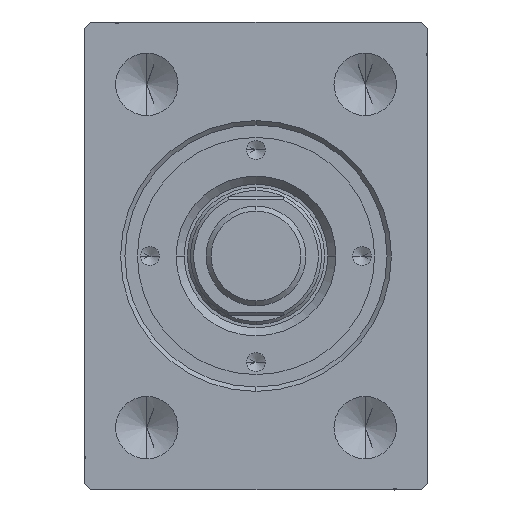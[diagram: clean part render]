
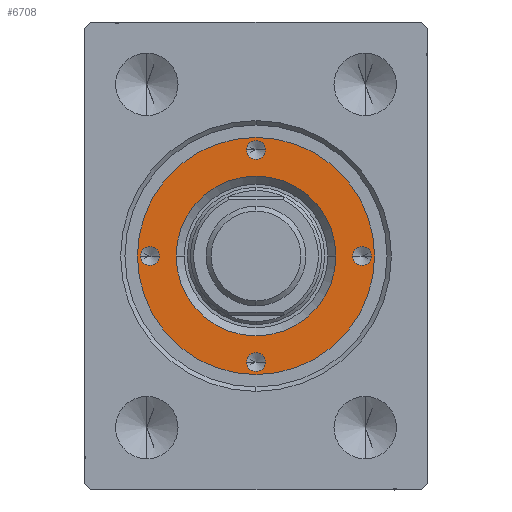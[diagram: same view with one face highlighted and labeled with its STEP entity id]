
A CAD part, left-side view. The second image highlights one B-rep face of the part: STEP entity #6708.
In plain terms, the highlighted face is planar.
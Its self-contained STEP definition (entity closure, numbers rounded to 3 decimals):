
#30 = FACE_BOUND ( 'NONE', #4094, .T. ) ;
#43 = ORIENTED_EDGE ( 'NONE', *, *, #19773, .F. ) ;
#713 = EDGE_LOOP ( 'NONE', ( #43648, #43 ) ) ;
#753 = CIRCLE ( 'NONE', #10795, 1.5 ) ;
#790 = CIRCLE ( 'NONE', #35933, 19. ) ;
#1466 = AXIS2_PLACEMENT_3D ( 'NONE', #42974, #5025, #18913 ) ;
#1606 = DIRECTION ( 'NONE',  ( 0., 0., 1. ) ) ;
#3048 = CARTESIAN_POINT ( 'NONE',  ( -18.5, 0., 10. ) ) ;
#3472 = CIRCLE ( 'NONE', #10634, 12.8 ) ;
#4094 = EDGE_LOOP ( 'NONE', ( #41979, #28361 ) ) ;
#4120 = CIRCLE ( 'NONE', #14154, 1.5 ) ;
#4435 = CARTESIAN_POINT ( 'NONE',  ( 0., -17., 10. ) ) ;
#4471 = EDGE_LOOP ( 'NONE', ( #30157, #41298 ) ) ;
#4545 = DIRECTION ( 'NONE',  ( 1., 0., 0. ) ) ;
#4724 = DIRECTION ( 'NONE',  ( 0., 0., 1. ) ) ;
#5025 = DIRECTION ( 'NONE',  ( 0., 0., -1. ) ) ;
#5566 = CIRCLE ( 'NONE', #34976, 1.5 ) ;
#6019 = DIRECTION ( 'NONE',  ( 1., 0., 0. ) ) ;
#6708 = ADVANCED_FACE ( 'NONE', ( #31019, #26980, #30, #24282, #30569, #33944 ), #13939, .T. ) ;
#6762 = CARTESIAN_POINT ( 'NONE',  ( 18.5, 0., 10. ) ) ;
#6766 = CARTESIAN_POINT ( 'NONE',  ( 0., 0., 10. ) ) ;
#6768 = DIRECTION ( 'NONE',  ( 0., 0., 1. ) ) ;
#6859 = CARTESIAN_POINT ( 'NONE',  ( 0., -17., 10. ) ) ;
#7738 = VERTEX_POINT ( 'NONE', #30314 ) ;
#7858 = VERTEX_POINT ( 'NONE', #41533 ) ;
#9127 = CIRCLE ( 'NONE', #27077, 1.5 ) ;
#10104 = ORIENTED_EDGE ( 'NONE', *, *, #41103, .F. ) ;
#10482 = CARTESIAN_POINT ( 'NONE',  ( 17., 0., 10. ) ) ;
#10634 = AXIS2_PLACEMENT_3D ( 'NONE', #38616, #11657, #38391 ) ;
#10795 = AXIS2_PLACEMENT_3D ( 'NONE', #10482, #34513, #34066 ) ;
#10805 = DIRECTION ( 'NONE',  ( 1., 0., 0. ) ) ;
#10948 = DIRECTION ( 'NONE',  ( 1., 0., 0. ) ) ;
#11657 = DIRECTION ( 'NONE',  ( 0., 0., -1. ) ) ;
#11929 = EDGE_CURVE ( 'NONE', #25960, #21723, #35555, .T. ) ;
#12867 = CIRCLE ( 'NONE', #37978, 1.5 ) ;
#13512 = VERTEX_POINT ( 'NONE', #32092 ) ;
#13939 = PLANE ( 'NONE',  #33274 ) ;
#14154 = AXIS2_PLACEMENT_3D ( 'NONE', #4435, #41731, #10948 ) ;
#15105 = CARTESIAN_POINT ( 'NONE',  ( 12.8, 0., 10. ) ) ;
#15270 = DIRECTION ( 'NONE',  ( 1., 0., 0. ) ) ;
#15385 = CARTESIAN_POINT ( 'NONE',  ( -17., 0., 10. ) ) ;
#16345 = DIRECTION ( 'NONE',  ( 0., 0., 1. ) ) ;
#16801 = EDGE_CURVE ( 'NONE', #7738, #32352, #5566, .T. ) ;
#17087 = DIRECTION ( 'NONE',  ( 0., 0., 1. ) ) ;
#18119 = EDGE_CURVE ( 'NONE', #41851, #33988, #31417, .T. ) ;
#18913 = DIRECTION ( 'NONE',  ( 1., 0., 0. ) ) ;
#19367 = DIRECTION ( 'NONE',  ( 0., 0., 1. ) ) ;
#19773 = EDGE_CURVE ( 'NONE', #21723, #25960, #20548, .T. ) ;
#19835 = AXIS2_PLACEMENT_3D ( 'NONE', #37356, #19367, #33311 ) ;
#19905 = AXIS2_PLACEMENT_3D ( 'NONE', #21598, #1606, #4545 ) ;
#20389 = EDGE_CURVE ( 'NONE', #32352, #7738, #9127, .T. ) ;
#20392 = CARTESIAN_POINT ( 'NONE',  ( 19., 0., 10. ) ) ;
#20404 = ORIENTED_EDGE ( 'NONE', *, *, #31300, .T. ) ;
#20449 = DIRECTION ( 'NONE',  ( 1., 0., 0. ) ) ;
#20540 = DIRECTION ( 'NONE',  ( 0., 0., 1. ) ) ;
#20548 = CIRCLE ( 'NONE', #19835, 1.5 ) ;
#20665 = EDGE_LOOP ( 'NONE', ( #32632, #34320 ) ) ;
#20731 = EDGE_CURVE ( 'NONE', #7858, #33027, #4120, .T. ) ;
#20806 = CIRCLE ( 'NONE', #1466, 12.8 ) ;
#21455 = DIRECTION ( 'NONE',  ( 0., 0., 1. ) ) ;
#21598 = CARTESIAN_POINT ( 'NONE',  ( 17., 0., 10. ) ) ;
#21723 = VERTEX_POINT ( 'NONE', #3048 ) ;
#22069 = VERTEX_POINT ( 'NONE', #15105 ) ;
#22446 = CARTESIAN_POINT ( 'NONE',  ( 0., 17., 10. ) ) ;
#23275 = CARTESIAN_POINT ( 'NONE',  ( 15.5, 0., 10. ) ) ;
#23839 = CARTESIAN_POINT ( 'NONE',  ( 0., 0., 10. ) ) ;
#23980 = DIRECTION ( 'NONE',  ( 0., 0., 1. ) ) ;
#24074 = ORIENTED_EDGE ( 'NONE', *, *, #20731, .F. ) ;
#24271 = EDGE_CURVE ( 'NONE', #32366, #41631, #37186, .T. ) ;
#24282 = FACE_BOUND ( 'NONE', #42046, .T. ) ;
#24610 = DIRECTION ( 'NONE',  ( 1., 0., 0. ) ) ;
#25960 = VERTEX_POINT ( 'NONE', #41063 ) ;
#26980 = FACE_BOUND ( 'NONE', #4471, .T. ) ;
#27077 = AXIS2_PLACEMENT_3D ( 'NONE', #33201, #16345, #43770 ) ;
#27519 = DIRECTION ( 'NONE',  ( 1., 0., 0. ) ) ;
#28361 = ORIENTED_EDGE ( 'NONE', *, *, #18119, .F. ) ;
#30157 = ORIENTED_EDGE ( 'NONE', *, *, #16801, .F. ) ;
#30314 = CARTESIAN_POINT ( 'NONE',  ( 1.5, 17., 10. ) ) ;
#30569 = FACE_BOUND ( 'NONE', #20665, .T. ) ;
#31019 = FACE_BOUND ( 'NONE', #713, .T. ) ;
#31300 = EDGE_CURVE ( 'NONE', #41631, #32366, #790, .T. ) ;
#31417 = CIRCLE ( 'NONE', #19905, 1.5 ) ;
#32092 = CARTESIAN_POINT ( 'NONE',  ( -12.8, 0., 10. ) ) ;
#32352 = VERTEX_POINT ( 'NONE', #32791 ) ;
#32366 = VERTEX_POINT ( 'NONE', #33018 ) ;
#32632 = ORIENTED_EDGE ( 'NONE', *, *, #33476, .T. ) ;
#32791 = CARTESIAN_POINT ( 'NONE',  ( -1.5, 17., 10. ) ) ;
#33018 = CARTESIAN_POINT ( 'NONE',  ( -19., 0., 10. ) ) ;
#33027 = VERTEX_POINT ( 'NONE', #40761 ) ;
#33201 = CARTESIAN_POINT ( 'NONE',  ( 0., 17., 10. ) ) ;
#33274 = AXIS2_PLACEMENT_3D ( 'NONE', #6766, #17087, #10805 ) ;
#33311 = DIRECTION ( 'NONE',  ( 1., 0., 0. ) ) ;
#33476 = EDGE_CURVE ( 'NONE', #22069, #13512, #3472, .T. ) ;
#33944 = FACE_OUTER_BOUND ( 'NONE', #41386, .T. ) ;
#33988 = VERTEX_POINT ( 'NONE', #6762 ) ;
#34066 = DIRECTION ( 'NONE',  ( 1., 0., 0. ) ) ;
#34304 = CARTESIAN_POINT ( 'NONE',  ( 0., 0., 10. ) ) ;
#34320 = ORIENTED_EDGE ( 'NONE', *, *, #43975, .T. ) ;
#34513 = DIRECTION ( 'NONE',  ( 0., 0., 1. ) ) ;
#34976 = AXIS2_PLACEMENT_3D ( 'NONE', #22446, #4724, #15270 ) ;
#35555 = CIRCLE ( 'NONE', #39155, 1.5 ) ;
#35933 = AXIS2_PLACEMENT_3D ( 'NONE', #23839, #6768, #20449 ) ;
#37186 = CIRCLE ( 'NONE', #42924, 19. ) ;
#37356 = CARTESIAN_POINT ( 'NONE',  ( -17., 0., 10. ) ) ;
#37978 = AXIS2_PLACEMENT_3D ( 'NONE', #6859, #20540, #27519 ) ;
#38391 = DIRECTION ( 'NONE',  ( 1., 0., 0. ) ) ;
#38616 = CARTESIAN_POINT ( 'NONE',  ( 0., 0., 10. ) ) ;
#39155 = AXIS2_PLACEMENT_3D ( 'NONE', #15385, #21455, #24610 ) ;
#40761 = CARTESIAN_POINT ( 'NONE',  ( 1.5, -17., 10. ) ) ;
#41063 = CARTESIAN_POINT ( 'NONE',  ( -15.5, 0., 10. ) ) ;
#41103 = EDGE_CURVE ( 'NONE', #33027, #7858, #12867, .T. ) ;
#41298 = ORIENTED_EDGE ( 'NONE', *, *, #20389, .F. ) ;
#41386 = EDGE_LOOP ( 'NONE', ( #41664, #20404 ) ) ;
#41533 = CARTESIAN_POINT ( 'NONE',  ( -1.5, -17., 10. ) ) ;
#41631 = VERTEX_POINT ( 'NONE', #20392 ) ;
#41664 = ORIENTED_EDGE ( 'NONE', *, *, #24271, .T. ) ;
#41731 = DIRECTION ( 'NONE',  ( 0., 0., 1. ) ) ;
#41851 = VERTEX_POINT ( 'NONE', #23275 ) ;
#41979 = ORIENTED_EDGE ( 'NONE', *, *, #43515, .F. ) ;
#42046 = EDGE_LOOP ( 'NONE', ( #10104, #24074 ) ) ;
#42924 = AXIS2_PLACEMENT_3D ( 'NONE', #34304, #23980, #6019 ) ;
#42974 = CARTESIAN_POINT ( 'NONE',  ( 0., 0., 10. ) ) ;
#43515 = EDGE_CURVE ( 'NONE', #33988, #41851, #753, .T. ) ;
#43648 = ORIENTED_EDGE ( 'NONE', *, *, #11929, .F. ) ;
#43770 = DIRECTION ( 'NONE',  ( 1., 0., 0. ) ) ;
#43975 = EDGE_CURVE ( 'NONE', #13512, #22069, #20806, .T. ) ;
